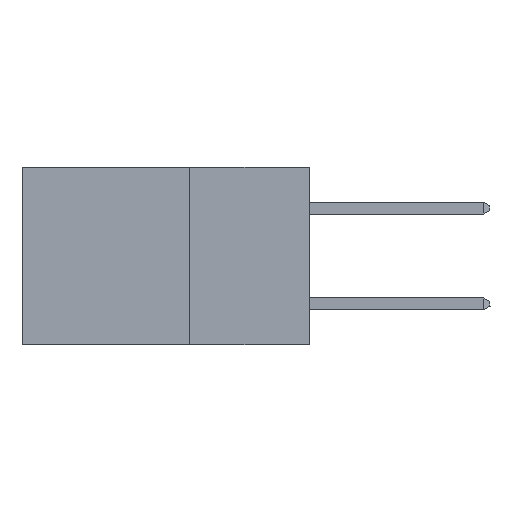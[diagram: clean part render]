
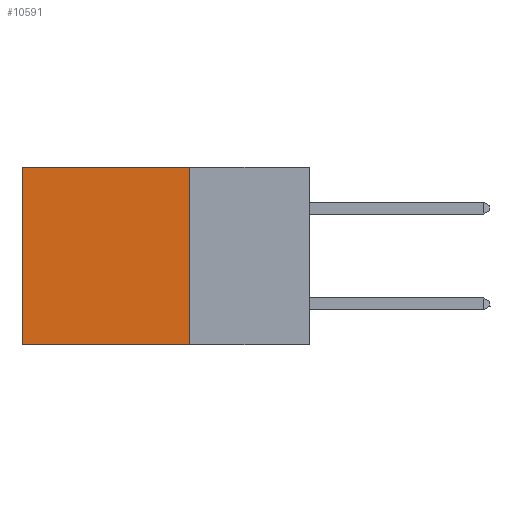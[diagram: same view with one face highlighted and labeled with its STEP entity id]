
A CAD part, left-side view. The second image highlights one B-rep face of the part: STEP entity #10591.
In plain terms, the highlighted planar face has unit normal (-1, 0, 0).
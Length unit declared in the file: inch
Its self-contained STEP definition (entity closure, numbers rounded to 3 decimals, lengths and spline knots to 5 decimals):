
#587 = LINE ( 'NONE', #1594, #5708 ) ;
#1594 = CARTESIAN_POINT ( 'NONE',  ( 0.2875, 0.25, 0. ) ) ;
#2287 = FACE_OUTER_BOUND ( 'NONE', #12601, .T. ) ;
#3284 = EDGE_CURVE ( 'NONE', #6210, #16136, #11187, .T. ) ;
#4417 = ORIENTED_EDGE ( 'NONE', *, *, #13611, .F. ) ;
#4671 = VERTEX_POINT ( 'NONE', #12713 ) ;
#4773 = EDGE_CURVE ( 'NONE', #6210, #17623, #587, .T. ) ;
#4829 = ORIENTED_EDGE ( 'NONE', *, *, #3284, .T. ) ;
#5708 = VECTOR ( 'NONE', #14215, 39.37008 ) ;
#5909 = DIRECTION ( 'NONE',  ( 0., 0., -1. ) ) ;
#6210 = VERTEX_POINT ( 'NONE', #9718 ) ;
#6424 = VECTOR ( 'NONE', #16981, 39.37008 ) ;
#6496 = CARTESIAN_POINT ( 'NONE',  ( 0.2875, 0.25, 0. ) ) ;
#6779 = AXIS2_PLACEMENT_3D ( 'NONE', #6496, #17248, #13127 ) ;
#9718 = CARTESIAN_POINT ( 'NONE',  ( 0.2875, 0.25, 0. ) ) ;
#10591 = ADVANCED_FACE ( 'NONE', ( #2287 ), #14821, .F. ) ;
#10830 = EDGE_CURVE ( 'NONE', #16136, #4671, #12634, .T. ) ;
#11165 = CARTESIAN_POINT ( 'NONE',  ( 0.2875, 0.25, 0. ) ) ;
#11187 = LINE ( 'NONE', #11165, #14447 ) ;
#11913 = CARTESIAN_POINT ( 'NONE',  ( 0.2875, 0.6, 0. ) ) ;
#12067 = CARTESIAN_POINT ( 'NONE',  ( 0.2875, 0.25, -0.37 ) ) ;
#12601 = EDGE_LOOP ( 'NONE', ( #15915, #4417, #17019, #4829 ) ) ;
#12634 = LINE ( 'NONE', #16815, #15905 ) ;
#12713 = CARTESIAN_POINT ( 'NONE',  ( 0.2875, 0.6, -0.37 ) ) ;
#13127 = DIRECTION ( 'NONE',  ( 0., 0., -1. ) ) ;
#13401 = CARTESIAN_POINT ( 'NONE',  ( 0.2875, 0.25, -0.37 ) ) ;
#13516 = LINE ( 'NONE', #13401, #6424 ) ;
#13611 = EDGE_CURVE ( 'NONE', #17623, #4671, #13516, .T. ) ;
#13937 = DIRECTION ( 'NONE',  ( 0., 1., 0. ) ) ;
#14215 = DIRECTION ( 'NONE',  ( 0., 0., -1. ) ) ;
#14447 = VECTOR ( 'NONE', #13937, 39.37008 ) ;
#14821 = PLANE ( 'NONE',  #6779 ) ;
#15905 = VECTOR ( 'NONE', #5909, 39.37008 ) ;
#15915 = ORIENTED_EDGE ( 'NONE', *, *, #10830, .T. ) ;
#16136 = VERTEX_POINT ( 'NONE', #11913 ) ;
#16815 = CARTESIAN_POINT ( 'NONE',  ( 0.2875, 0.6, 0. ) ) ;
#16981 = DIRECTION ( 'NONE',  ( 0., 1., 0. ) ) ;
#17019 = ORIENTED_EDGE ( 'NONE', *, *, #4773, .F. ) ;
#17248 = DIRECTION ( 'NONE',  ( 1., 0., 0. ) ) ;
#17623 = VERTEX_POINT ( 'NONE', #12067 ) ;
